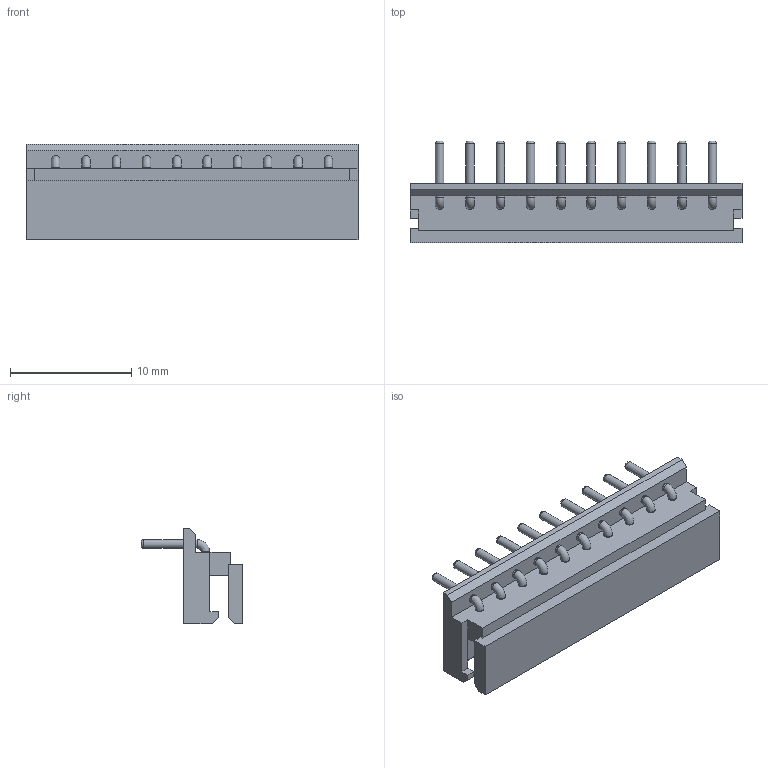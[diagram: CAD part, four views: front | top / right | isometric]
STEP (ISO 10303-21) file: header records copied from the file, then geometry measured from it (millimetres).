
FILE_DESCRIPTION(/* description */ (''),/* implementation_level */ '2;1');
FILE_NAME(/* name */ '22057105wbm000_01_214.stp',/* time_stamp */ '2022-03-14T15:38:25+05:00',/* author */ (''),/* organization */ (''),/* preprocessor_version */ 'ST-DEVELOPER v16.7',/* originating_system */ 'SIEMENS PLM Software NX 1919',/* authorisation */ '');
FILE_SCHEMA (('AUTOMOTIVE_DESIGN { 1 0 10303 214 3 1 1 1 }'));
Length unit declared in the file: millimetre
Products named in the file (1): 22057105wbm000_01
Bounding box: 27.4 x 8.4 x 7.9 mm (x, y, z)
Volume: 474.8 mm3; surface area: 1144.3 mm2
Topology: 1 solids, 1 shells, 150 faces, 378 edges, 250 vertices
Faces by surface type: plane 90, cylinder 40, torus 10, bspline 10
Full cylindrical faces by diameter (mm): 0.7 x40
Entity records: 4208 total; most frequent: CARTESIAN_POINT 929, DIRECTION 660, ORIENTED_EDGE 576, EDGE_CURVE 288, EDGE_LOOP 250, AXIS2_PLACEMENT_3D 231, VERTEX_POINT 220, LINE 198
